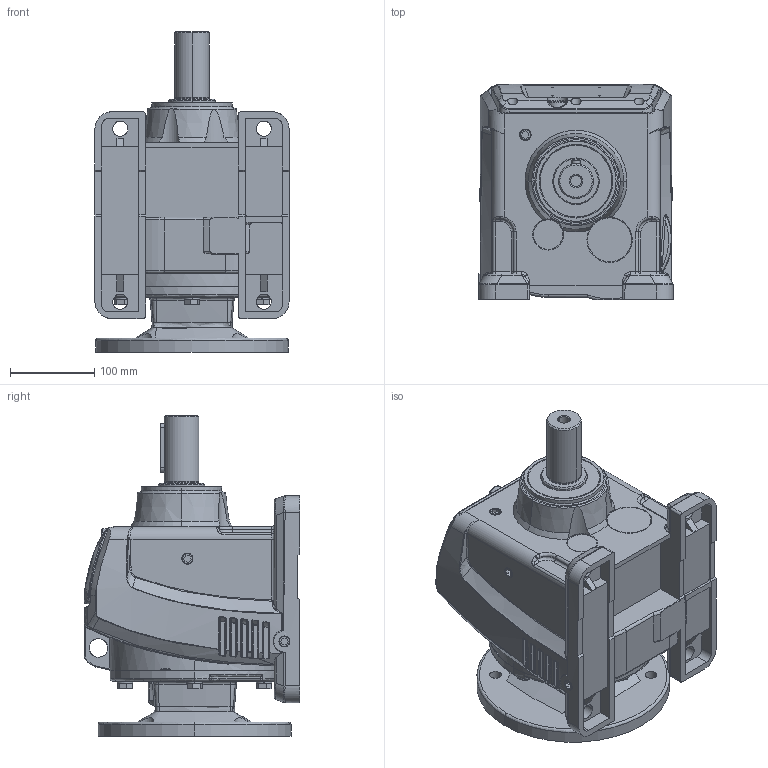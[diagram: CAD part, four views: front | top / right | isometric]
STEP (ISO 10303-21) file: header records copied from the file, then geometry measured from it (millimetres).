
FILE_DESCRIPTION (( 'STEP AP203' ), '1' );
FILE_NAME ('HGR-77-005-C.STEP', '2016-02-08T17:07:44', ( '' ), ( '' ), 'SwSTEP 2.0', 'SolidWorks 2015', '' );
FILE_SCHEMA (( 'CONFIG_CONTROL_DESIGN' ));
Products named in the file (1): HGR-77-005-C
Bounding box: 230 x 255 x 380 mm (x, y, z)
Volume: 9494694.2 mm3; surface area: 657148.1 mm2
Topology: 30 solids, 30 shells, 1179 faces, 2929 edges, 1792 vertices
Faces by surface type: bspline 435, plane 369, cylinder 298, cone 77
Entity records: 76346 total; most frequent: CARTESIAN_POINT 51994, ORIENTED_EDGE 5756, DIRECTION 3959, EDGE_CURVE 2878, VERTEX_POINT 1792, AXIS2_PLACEMENT_3D 1458, EDGE_LOOP 1248, ADVANCED_FACE 1179
